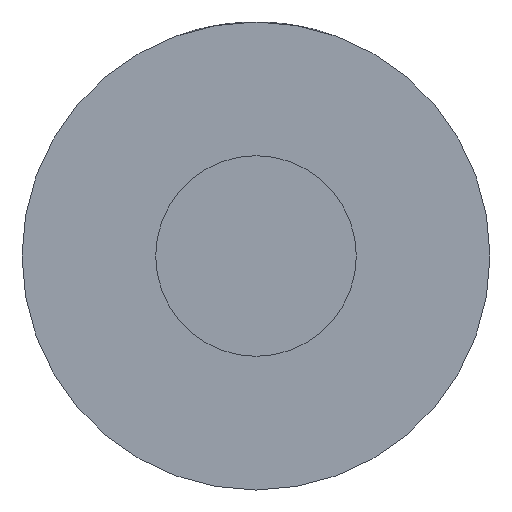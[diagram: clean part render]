
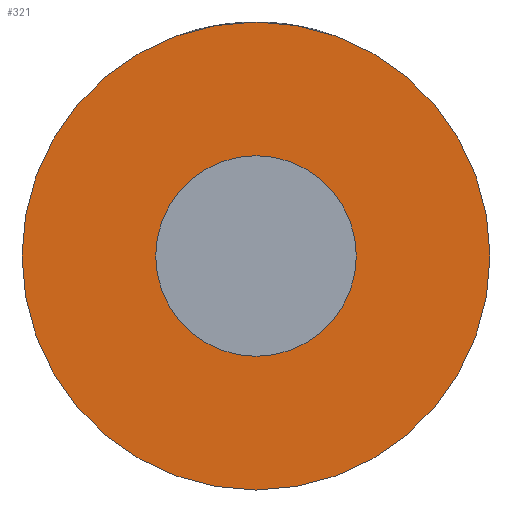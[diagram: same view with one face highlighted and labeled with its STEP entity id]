
A CAD part, left-side view. The second image highlights one B-rep face of the part: STEP entity #321.
In plain terms, the highlighted planar face has unit normal (-1, 0, 0).
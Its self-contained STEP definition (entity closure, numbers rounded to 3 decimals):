
#23 = CARTESIAN_POINT ( 'NONE',  ( -40., 0., -1.5 ) ) ;
#38 = DIRECTION ( 'NONE',  ( 1., 0., 0. ) ) ;
#69 = VERTEX_POINT ( 'NONE', #395 ) ;
#81 = CARTESIAN_POINT ( 'NONE',  ( -40., 0., 0. ) ) ;
#100 = ORIENTED_EDGE ( 'NONE', *, *, #451, .F. ) ;
#110 = ORIENTED_EDGE ( 'NONE', *, *, #139, .F. ) ;
#123 = CARTESIAN_POINT ( 'NONE',  ( -40., 0., 0. ) ) ;
#132 = DIRECTION ( 'NONE',  ( 0., 0., -1. ) ) ;
#133 = EDGE_LOOP ( 'NONE', ( #110, #100 ) ) ;
#139 = EDGE_CURVE ( 'NONE', #174, #325, #462, .T. ) ;
#164 = CIRCLE ( 'NONE', #513, 3.5 ) ;
#174 = VERTEX_POINT ( 'NONE', #23 ) ;
#179 = FACE_OUTER_BOUND ( 'NONE', #400, .T. ) ;
#181 = AXIS2_PLACEMENT_3D ( 'NONE', #81, #38, #551 ) ;
#193 = CARTESIAN_POINT ( 'NONE',  ( -40., 0., 0. ) ) ;
#208 = DIRECTION ( 'NONE',  ( 1., 0., 0. ) ) ;
#227 = FACE_BOUND ( 'NONE', #133, .T. ) ;
#249 = CIRCLE ( 'NONE', #181, 3.5 ) ;
#253 = DIRECTION ( 'NONE',  ( 0., 0., -1. ) ) ;
#261 = DIRECTION ( 'NONE',  ( 0., 0., -1. ) ) ;
#290 = CIRCLE ( 'NONE', #330, 1.5 ) ;
#291 = CARTESIAN_POINT ( 'NONE',  ( -40., 0., -3.5 ) ) ;
#320 = DIRECTION ( 'NONE',  ( 0., 0., -1. ) ) ;
#321 = ADVANCED_FACE ( 'NONE', ( #179, #227 ), #352, .F. ) ;
#325 = VERTEX_POINT ( 'NONE', #424 ) ;
#330 = AXIS2_PLACEMENT_3D ( 'NONE', #342, #509, #132 ) ;
#342 = CARTESIAN_POINT ( 'NONE',  ( -40., 0., 0. ) ) ;
#348 = CARTESIAN_POINT ( 'NONE',  ( -40., 0., 0. ) ) ;
#352 = PLANE ( 'NONE',  #519 ) ;
#395 = CARTESIAN_POINT ( 'NONE',  ( -40., 0., 3.5 ) ) ;
#399 = AXIS2_PLACEMENT_3D ( 'NONE', #193, #523, #320 ) ;
#400 = EDGE_LOOP ( 'NONE', ( #425, #539 ) ) ;
#412 = VERTEX_POINT ( 'NONE', #291 ) ;
#413 = EDGE_CURVE ( 'NONE', #69, #412, #164, .T. ) ;
#424 = CARTESIAN_POINT ( 'NONE',  ( -40., 0., 1.5 ) ) ;
#425 = ORIENTED_EDGE ( 'NONE', *, *, #413, .F. ) ;
#436 = EDGE_CURVE ( 'NONE', #412, #69, #249, .T. ) ;
#451 = EDGE_CURVE ( 'NONE', #325, #174, #290, .T. ) ;
#462 = CIRCLE ( 'NONE', #399, 1.5 ) ;
#509 = DIRECTION ( 'NONE',  ( -1., 0., 0. ) ) ;
#513 = AXIS2_PLACEMENT_3D ( 'NONE', #123, #208, #253 ) ;
#517 = DIRECTION ( 'NONE',  ( 1., 0., 0. ) ) ;
#519 = AXIS2_PLACEMENT_3D ( 'NONE', #348, #517, #261 ) ;
#523 = DIRECTION ( 'NONE',  ( -1., 0., 0. ) ) ;
#539 = ORIENTED_EDGE ( 'NONE', *, *, #436, .F. ) ;
#551 = DIRECTION ( 'NONE',  ( 0., 0., -1. ) ) ;
